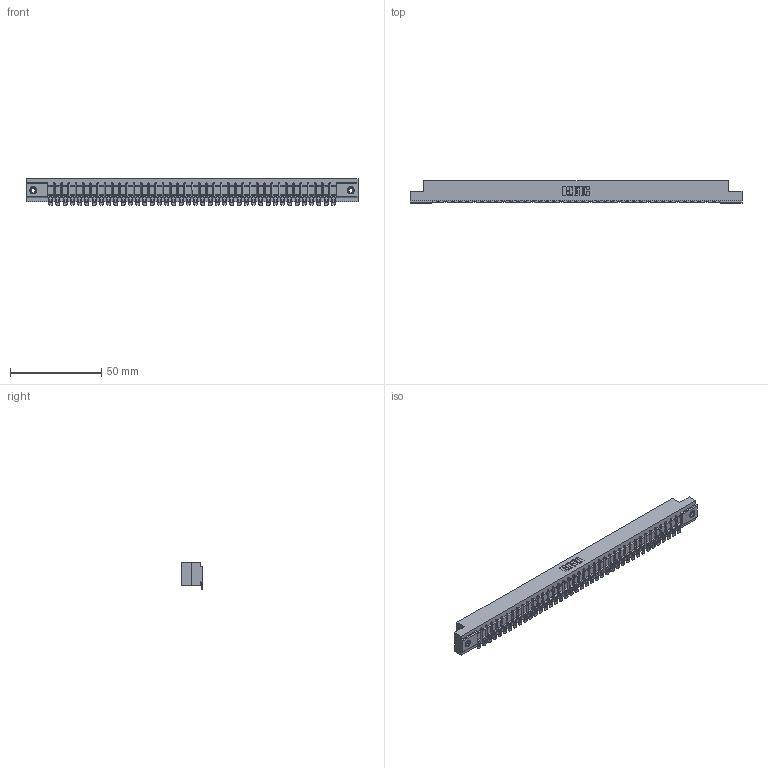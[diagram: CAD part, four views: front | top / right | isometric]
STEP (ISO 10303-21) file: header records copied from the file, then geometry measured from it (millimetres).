
FILE_DESCRIPTION (( 'STEP AP203' ), '1' );
FILE_NAME ('307-040-454-108.STEP', '2020-09-29T10:59:29', ( '' ), ( '' ), 'SwSTEP 2.0', 'SolidWorks 2020', '' );
FILE_SCHEMA (( 'CONFIG_CONTROL_DESIGN' ));
Length unit declared in the file: inch
Products named in the file (4): 307-040-454-108; 307-290-002_554; 345-250-001_345-250-003-102; 307 Part_.156 Dia Mounting Holes
Assembly tree (43 placements, depth 2):
  307-040-454-108
    307 Part_.156 Dia Mounting Holes
    307-290-002_554  x40
    345-250-001_345-250-003-102  x2
Bounding box: 181.51 x 12.01 x 14.52 mm (x, y, z)
Volume: 19416.7 mm3; surface area: 24543.5 mm2
Topology: 43 solids, 43 shells, 3459 faces, 10579 edges, 6934 vertices
Faces by surface type: plane 1942, cylinder 1419, sphere 82, cone 12, torus 4
Entity records: 36688 total; most frequent: CARTESIAN_POINT 6169, ORIENTED_EDGE 6152, DIRECTION 6010, EDGE_CURVE 3076, LINE 2348, VECTOR 2348, VERTEX_POINT 1990, AXIS2_PLACEMENT_3D 1831
